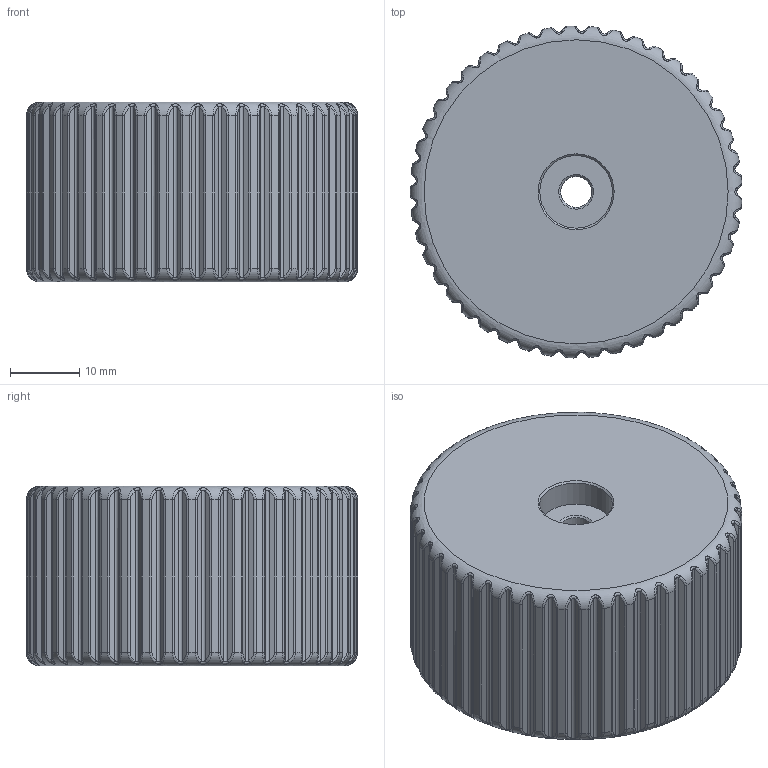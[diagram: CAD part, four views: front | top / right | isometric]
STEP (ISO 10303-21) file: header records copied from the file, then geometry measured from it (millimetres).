
FILE_DESCRIPTION(/* description */ (''),/* implementation_level */ '2;1');
FILE_NAME(/* name */ 'P-TET-000031-0_Tetra_valve_knob.step',/* time_stamp */ '2020-08-31T13:11:05-04:00',/* author */ (''),/* organization */ (''),/* preprocessor_version */ 'ST-DEVELOPER v18.1',/* originating_system */ 'Autodesk Translation Framework v9.3.0.1241',/* authorisation */ '');
FILE_SCHEMA (('AUTOMOTIVE_DESIGN { 1 0 10303 214 3 1 1 }'));
Length unit declared in the file: millimetre
Products named in the file (1): P-TET-000031-0
Bounding box: 47.97 x 48 x 26 mm (x, y, z)
Volume: 32874.3 mm3; surface area: 10526.2 mm2
Topology: 1 solids, 1 shells, 909 faces, 2286 edges, 1403 vertices
Faces by surface type: bspline 555, cylinder 192, plane 157, cone 3, torus 2
Full cylindrical faces by diameter (mm): 4.5 x1, 7.5 x1, 10.5 x1, 35.557 x2, 38.5 x3
Entity records: 38403 total; most frequent: CARTESIAN_POINT 20299, ORIENTED_EDGE 4572, DIRECTION 2333, EDGE_CURVE 2286, VERTEX_POINT 1403, B_SPLINE_CURVE_WITH_KNOTS 1131, EDGE_LOOP 935, FACE_OUTER_BOUND 909
